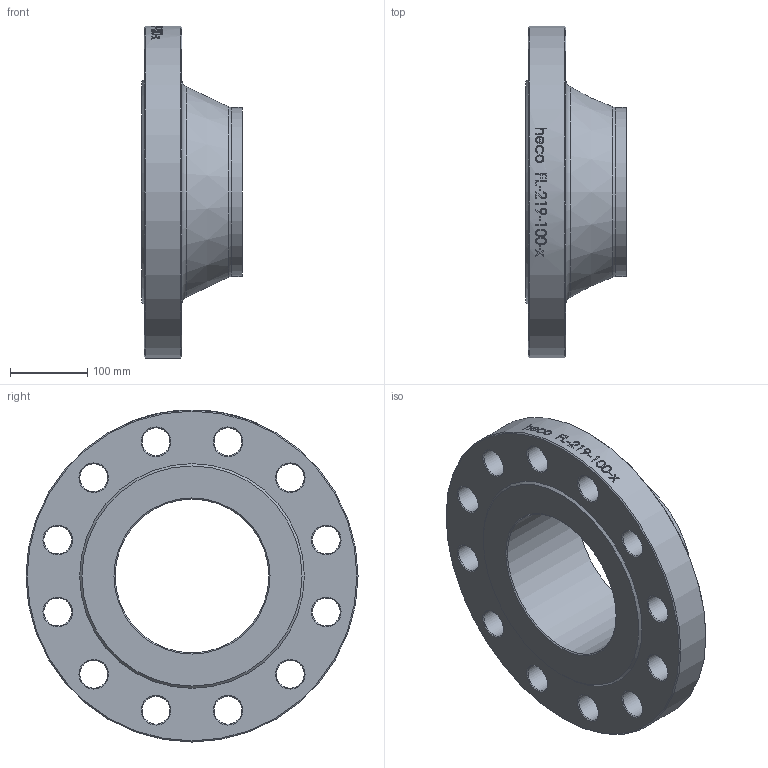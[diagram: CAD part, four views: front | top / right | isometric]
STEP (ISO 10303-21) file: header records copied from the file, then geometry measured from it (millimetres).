
FILE_DESCRIPTION (( 'STEP AP214' ), '1' );
FILE_NAME ('FL-219-100-x Vorschweissflansch EN1092 2103.STEP', '2021-03-02T08:57:34', ( '' ), ( '' ), 'SwSTEP 2.0', 'SolidWorks 2019', '' );
FILE_SCHEMA (( 'AUTOMOTIVE_DESIGN' ));
Length unit declared in the file: millimetre
Products named in the file (1): FL-219-100-x Vorschweissflansch EN1092 2103
Bounding box: 130 x 430 x 430 mm (x, y, z)
Volume: 6290173.1 mm3; surface area: 454456.7 mm2
Topology: 1 solids, 1 shells, 71 faces, 267 edges, 220 vertices
Faces by surface type: cylinder 36, cone 29, plane 4, torus 2
Full cylindrical faces by diameter (mm): 36 x12, 199.1 x1, 219.1 x1, 430 x1
Entity records: 6549 total; most frequent: CARTESIAN_POINT 4295, ORIENTED_EDGE 408, DIRECTION 356, EDGE_CURVE 204, VERTEX_POINT 204, AXIS2_PLACEMENT_3D 166, EDGE_LOOP 166, CIRCLE 94
